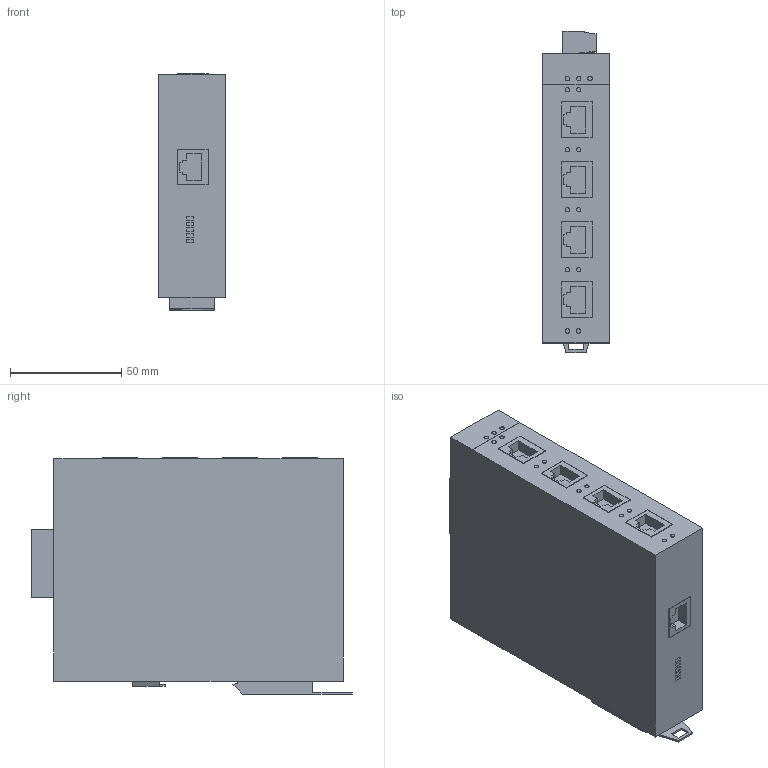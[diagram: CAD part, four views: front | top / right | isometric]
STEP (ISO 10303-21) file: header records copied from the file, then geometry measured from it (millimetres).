
FILE_DESCRIPTION(('Creo Elements/Direct Modeling STEP Export'),'2;1');
FILE_NAME('model.stp','2020-02-25T12:57:58',(''),(''),'Creo Elements/Direct Modeling STEP processor for AP214 (Solid Model)','Creo Elements/Direct Modeling 20.1A 29-Sep-2018 (C) Parametric Technology GmbH','');
FILE_SCHEMA(('AUTOMOTIVE_DESIGN { 1 0 10303 214 1 1 1 1 }'));
Length unit declared in the file: millimetre
Products named in the file (2): FL_SWITCH_SFNT_5TX_...-select
Assembly tree (1 placements, depth 2):
  FL_SWITCH_SFNT_5TX_...-select
    FL_SWITCH_SFNT_5TX_...-select
Bounding box: 30 x 144.13 x 106.2 mm (x, y, z)
Volume: 396254.9 mm3; surface area: 44449.7 mm2
Topology: 1 solids, 1 shells, 345 faces, 882 edges, 589 vertices
Faces by surface type: plane 305, cylinder 40
Entity records: 12785 total; most frequent: ORIENTED_EDGE 1764, CARTESIAN_POINT 1747, DIRECTION 1545, EDGE_CURVE 882, VECTOR 771, LINE 771, VERTEX_POINT 589, EDGE_LOOP 397
